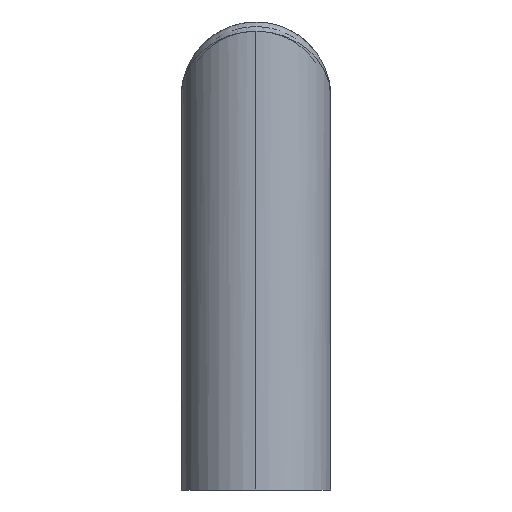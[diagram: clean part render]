
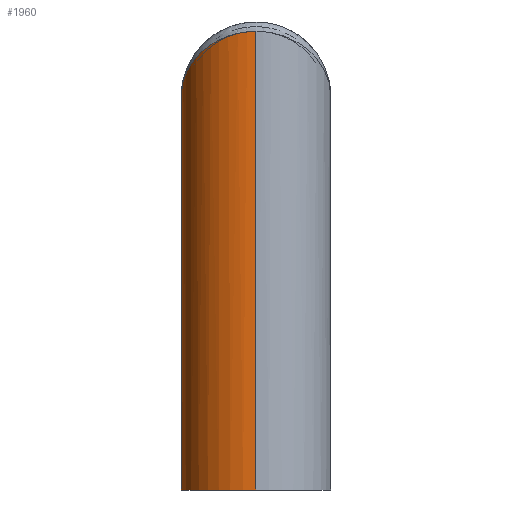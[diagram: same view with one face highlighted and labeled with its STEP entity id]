
A CAD part, left-side view. The second image highlights one B-rep face of the part: STEP entity #1960.
In plain terms, the highlighted cylindrical face has radius 16 mm (diameter 32 mm), a partial arc.
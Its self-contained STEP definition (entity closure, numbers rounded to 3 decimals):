
#5 = DIRECTION ( 'NONE',  ( 0., 0., 1. ) ) ;
#15 = CARTESIAN_POINT ( 'NONE',  ( -193., 9.373, 66. ) ) ;
#29 = ORIENTED_EDGE ( 'NONE', *, *, #1159, .F. ) ;
#37 = DIRECTION ( 'NONE',  ( 0., 0., -1. ) ) ;
#89 = CYLINDRICAL_SURFACE ( 'NONE', #104, 16. ) ;
#103 =( BOUNDED_CURVE ( )  B_SPLINE_CURVE ( 3, ( #413, #1829, #1198, #597 ),
 .UNSPECIFIED., .F., .F. ) 
 B_SPLINE_CURVE_WITH_KNOTS ( ( 4, 4 ),
 ( 3.142, 4.712 ),
 .UNSPECIFIED. ) 
 CURVE ( )  GEOMETRIC_REPRESENTATION_ITEM ( )  RATIONAL_B_SPLINE_CURVE ( ( 1., 0.805, 0.805, 1. ) ) 
 REPRESENTATION_ITEM ( '' )  );
#104 = AXIS2_PLACEMENT_3D ( 'NONE', #702, #558, #1307 ) ;
#127 = CARTESIAN_POINT ( 'NONE',  ( -209., 0., 0. ) ) ;
#130 = CARTESIAN_POINT ( 'NONE',  ( -193., 0., 66. ) ) ;
#169 =( BOUNDED_CURVE ( )  B_SPLINE_CURVE ( 3, ( #1409, #600, #15, #1377 ),
 .UNSPECIFIED., .F., .T. ) 
 B_SPLINE_CURVE_WITH_KNOTS ( ( 4, 4 ),
 ( 4.712, 6.283 ),
 .UNSPECIFIED. ) 
 CURVE ( )  GEOMETRIC_REPRESENTATION_ITEM ( )  RATIONAL_B_SPLINE_CURVE ( ( 1., 0.805, 0.805, 1. ) ) 
 REPRESENTATION_ITEM ( '' )  );
#222 = FACE_OUTER_BOUND ( 'NONE', #1761, .T. ) ;
#278 = EDGE_CURVE ( 'NONE', #1771, #1564, #103, .T. ) ;
#413 = CARTESIAN_POINT ( 'NONE',  ( -225., 0., 98. ) ) ;
#459 = ORIENTED_EDGE ( 'NONE', *, *, #563, .T. ) ;
#558 = DIRECTION ( 'NONE',  ( 0., 0., -1. ) ) ;
#563 = EDGE_CURVE ( 'NONE', #1789, #1731, #1057, .T. ) ;
#597 = CARTESIAN_POINT ( 'NONE',  ( -209., 16., 84. ) ) ;
#600 = CARTESIAN_POINT ( 'NONE',  ( -199.627, 16., 73.456 ) ) ;
#663 = LINE ( 'NONE', #927, #842 ) ;
#687 = VECTOR ( 'NONE', #882, 1000. ) ;
#702 = CARTESIAN_POINT ( 'NONE',  ( -209., 0., 100. ) ) ;
#738 = CARTESIAN_POINT ( 'NONE',  ( -193., 0., 0. ) ) ;
#842 = VECTOR ( 'NONE', #37, 1000. ) ;
#846 = EDGE_CURVE ( 'NONE', #1564, #1575, #169, .T. ) ;
#882 = DIRECTION ( 'NONE',  ( 0., 0., -1. ) ) ;
#927 = CARTESIAN_POINT ( 'NONE',  ( -193., 0., 100. ) ) ;
#990 = ORIENTED_EDGE ( 'NONE', *, *, #278, .T. ) ;
#993 = CARTESIAN_POINT ( 'NONE',  ( -225., 0., 100. ) ) ;
#1000 = CARTESIAN_POINT ( 'NONE',  ( -225., 0., 0. ) ) ;
#1033 = EDGE_CURVE ( 'NONE', #1575, #1789, #663, .T. ) ;
#1043 = CARTESIAN_POINT ( 'NONE',  ( -225., 0., 98. ) ) ;
#1057 = CIRCLE ( 'NONE', #1332, 16. ) ;
#1085 = CARTESIAN_POINT ( 'NONE',  ( -209., 16., 84. ) ) ;
#1159 = EDGE_CURVE ( 'NONE', #1771, #1731, #1920, .T. ) ;
#1198 = CARTESIAN_POINT ( 'NONE',  ( -218.373, 16., 92.201 ) ) ;
#1227 = DIRECTION ( 'NONE',  ( 1., 0., 0. ) ) ;
#1307 = DIRECTION ( 'NONE',  ( -1., 0., 0. ) ) ;
#1332 = AXIS2_PLACEMENT_3D ( 'NONE', #127, #5, #1227 ) ;
#1377 = CARTESIAN_POINT ( 'NONE',  ( -193., 0., 66. ) ) ;
#1409 = CARTESIAN_POINT ( 'NONE',  ( -209., 16., 84. ) ) ;
#1431 = ORIENTED_EDGE ( 'NONE', *, *, #846, .T. ) ;
#1564 = VERTEX_POINT ( 'NONE', #1085 ) ;
#1571 = ORIENTED_EDGE ( 'NONE', *, *, #1033, .T. ) ;
#1575 = VERTEX_POINT ( 'NONE', #130 ) ;
#1731 = VERTEX_POINT ( 'NONE', #1000 ) ;
#1761 = EDGE_LOOP ( 'NONE', ( #1431, #1571, #459, #29, #990 ) ) ;
#1771 = VERTEX_POINT ( 'NONE', #1043 ) ;
#1789 = VERTEX_POINT ( 'NONE', #738 ) ;
#1829 = CARTESIAN_POINT ( 'NONE',  ( -225., 9.373, 98. ) ) ;
#1920 = LINE ( 'NONE', #993, #687 ) ;
#1960 = ADVANCED_FACE ( 'NONE', ( #222 ), #89, .T. ) ;
